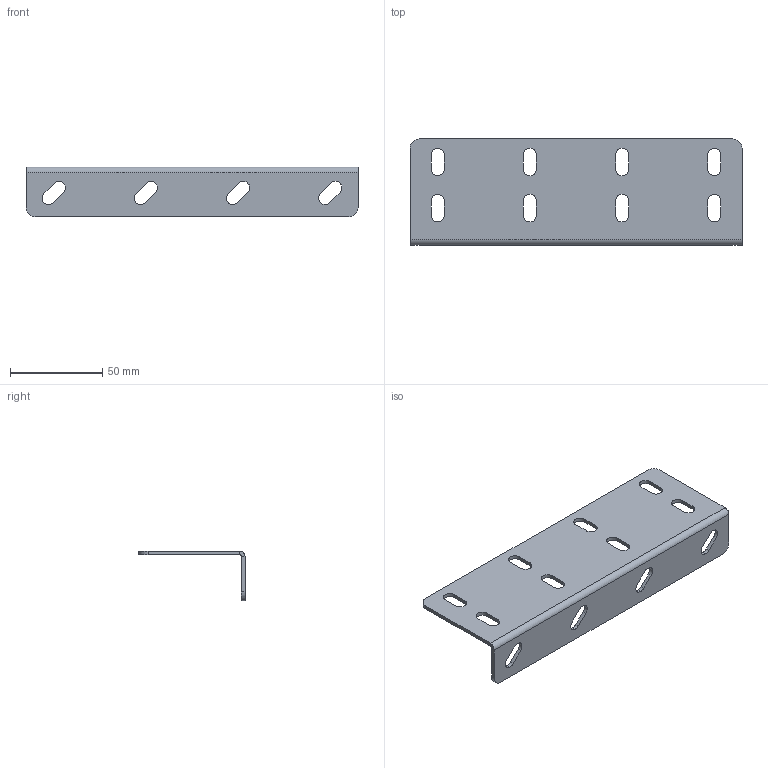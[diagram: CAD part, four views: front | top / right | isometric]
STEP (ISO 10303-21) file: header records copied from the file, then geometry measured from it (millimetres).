
FILE_DESCRIPTION (( 'STEP AP203' ), '1' );
FILE_NAME ('ÊÈÂÀ 200.00.12 Ïëàñòèíà ñîåäèíèòåëüíàÿ óñèëåííàÿ_h80 (2 ìì).step', '2022-07-15T12:17:03', ( '' ), ( '' ), 'SwSTEP 2.0', 'SolidWorks 2022', '' );
FILE_SCHEMA (( 'CONFIG_CONTROL_DESIGN' ));
Length unit declared in the file: millimetre
Products named in the file (1): КИВА 200.00.12 Пластина соединительная усиленная_h80  (2 мм)
Bounding box: 180 x 57.5 x 27 mm (x, y, z)
Volume: 27080.4 mm3; surface area: 29021.6 mm2
Topology: 1 solids, 1 shells, 70 faces, 196 edges, 128 vertices
Faces by surface type: plane 36, cylinder 34
Entity records: 2389 total; most frequent: DIRECTION 406, CARTESIAN_POINT 395, ORIENTED_EDGE 392, EDGE_CURVE 196, AXIS2_PLACEMENT_3D 139, VERTEX_POINT 128, VECTOR 128, LINE 128
